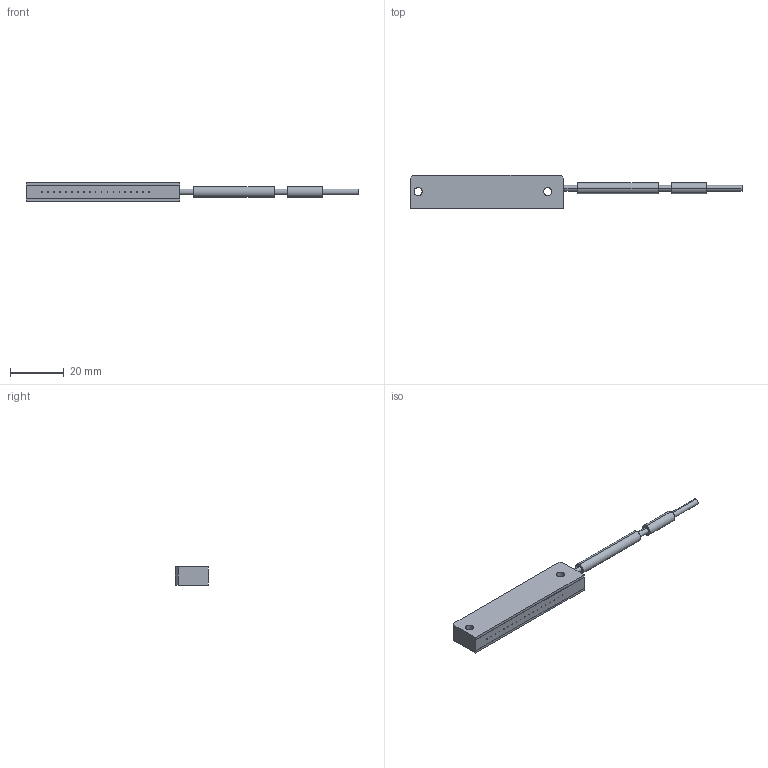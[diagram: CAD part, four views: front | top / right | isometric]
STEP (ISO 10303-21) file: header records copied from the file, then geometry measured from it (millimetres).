
FILE_DESCRIPTION (( 'STEP AP214' ), '1' );
FILE_NAME ('GPF-T021-K40.STEP', '2017-11-17T15:35:00', ( '' ), ( '' ), 'SwSTEP 2.0', 'SolidWorks 2018', '' );
FILE_SCHEMA (( 'AUTOMOTIVE_DESIGN' ));
Length unit declared in the file: millimetre
Products named in the file (4): GPF-T021-K40_LENS; GPF-T021-K40_HEAD; GPF-T021-K40_FIBER; GPF-T021-K40
Assembly tree (21 placements, depth 2):
  GPF-T021-K40
    GPF-T021-K40_HEAD
    GPF-T021-K40_FIBER
    GPF-T021-K40_LENS  x19
Bounding box: 123 x 12.3 x 7 mm (x, y, z)
Volume: 5418.1 mm3; surface area: 3211.1 mm2
Topology: 21 solids, 21 shells, 165 faces, 300 edges, 200 vertices
Faces by surface type: cylinder 90, plane 75
Entity records: 2820 total; most frequent: DIRECTION 534, CARTESIAN_POINT 437, ORIENTED_EDGE 384, AXIS2_PLACEMENT_3D 225, EDGE_CURVE 192, VERTEX_POINT 128, EDGE_LOOP 120, CIRCLE 108
